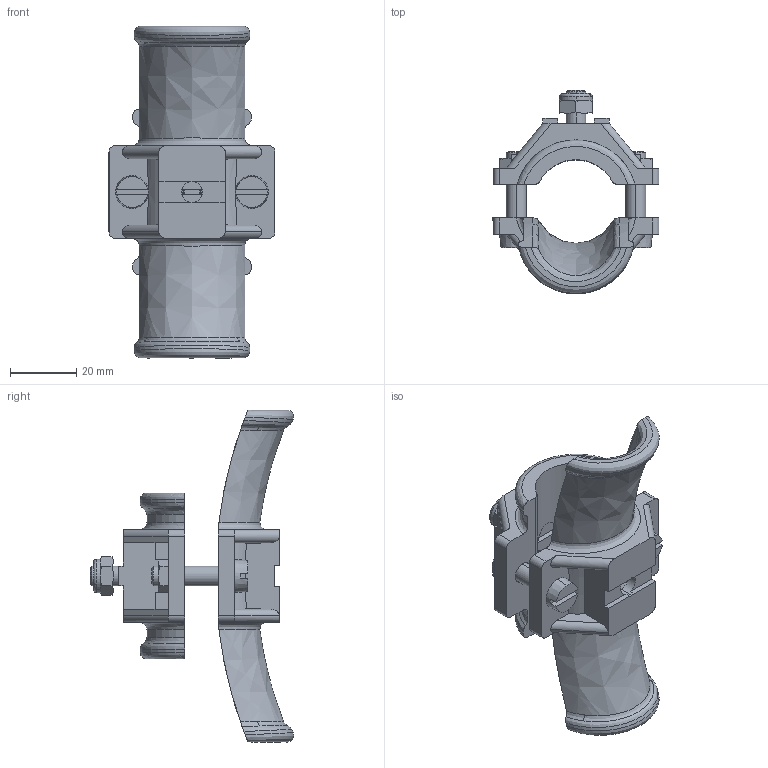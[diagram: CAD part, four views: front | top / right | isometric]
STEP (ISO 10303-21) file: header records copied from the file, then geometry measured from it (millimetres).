
FILE_DESCRIPTION (( 'STEP AP214' ), '1' );
FILE_NAME ('0020338.step', '2022-08-05T12:24:47', ( '' ), ( '' ), 'SwSTEP 2.0', 'SolidWorks 2020', '' );
FILE_SCHEMA (( 'AUTOMOTIVE_DESIGN' ));
Length unit declared in the file: millimetre
Products named in the file (1): 0020338
Bounding box: 50 x 61.28 x 100 mm (x, y, z)
Surface area: 21161.7 mm2 (no closed solid volume)
Topology: 0 solids, 12 shells, 247 faces, 698 edges, 460 vertices
Faces by surface type: plane 128, cylinder 51, bspline 37, cone 31
Entity records: 12719 total; most frequent: CARTESIAN_POINT 6791, ORIENTED_EDGE 1302, DIRECTION 1063, EDGE_CURVE 697, VERTEX_POINT 460, AXIS2_PLACEMENT_3D 355, LINE 353, VECTOR 353
